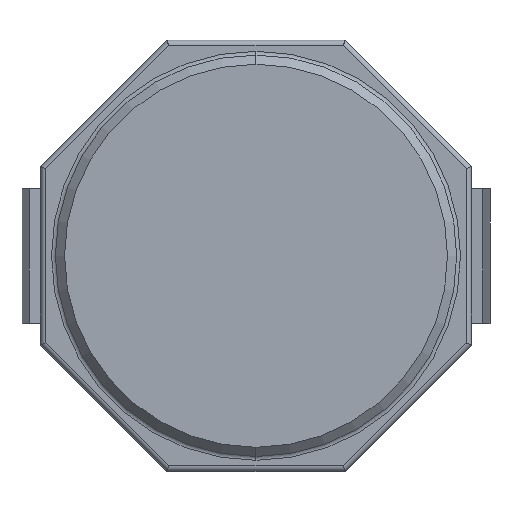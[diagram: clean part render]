
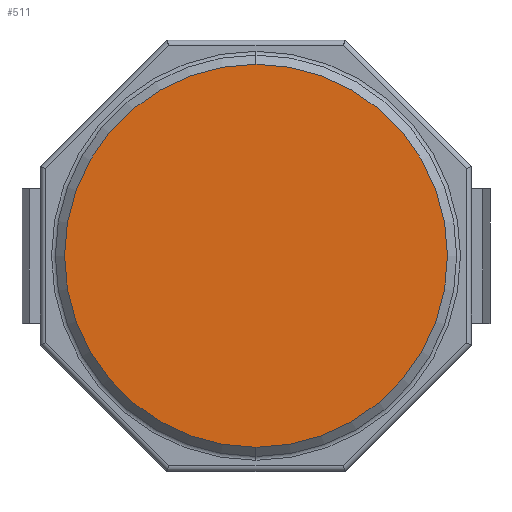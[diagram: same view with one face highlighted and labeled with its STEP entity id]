
A CAD part, top view. The second image highlights one B-rep face of the part: STEP entity #511.
In plain terms, the highlighted planar face has unit normal (0, 0, 1).
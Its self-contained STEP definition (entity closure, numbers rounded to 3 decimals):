
#147 = EDGE_CURVE('',#148,#150,#152,.T.);
#148 = VERTEX_POINT('',#149);
#149 = CARTESIAN_POINT('',(0.,-3.554,4.5));
#150 = VERTEX_POINT('',#151);
#151 = CARTESIAN_POINT('',(0.,3.554,4.5));
#152 = CIRCLE('',#153,3.554);
#153 = AXIS2_PLACEMENT_3D('',#154,#155,#156);
#154 = CARTESIAN_POINT('',(0.,0.,4.5));
#155 = DIRECTION('',(-0.,0.,1.));
#156 = DIRECTION('',(0.,-1.,0.));
#511 = ADVANCED_FACE('',(#512),#522,.T.);
#512 = FACE_BOUND('',#513,.T.);
#513 = EDGE_LOOP('',(#514,#521));
#514 = ORIENTED_EDGE('',*,*,#515,.T.);
#515 = EDGE_CURVE('',#150,#148,#516,.T.);
#516 = CIRCLE('',#517,3.554);
#517 = AXIS2_PLACEMENT_3D('',#518,#519,#520);
#518 = CARTESIAN_POINT('',(0.,0.,4.5));
#519 = DIRECTION('',(-0.,0.,1.));
#520 = DIRECTION('',(0.,-1.,0.));
#521 = ORIENTED_EDGE('',*,*,#147,.T.);
#522 = PLANE('',#523);
#523 = AXIS2_PLACEMENT_3D('',#524,#525,#526);
#524 = CARTESIAN_POINT('',(0.,0.,4.5));
#525 = DIRECTION('',(0.,0.,1.));
#526 = DIRECTION('',(0.,-1.,0.));
